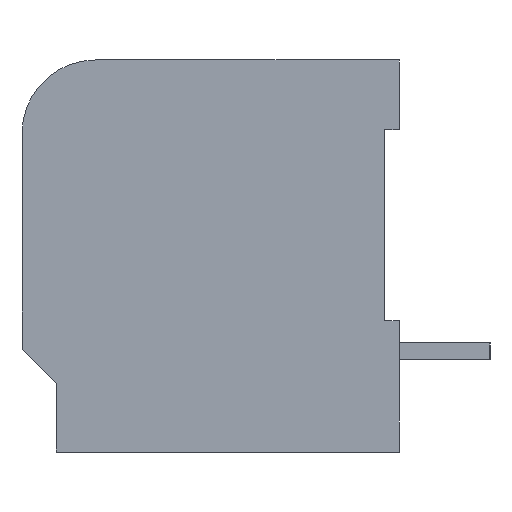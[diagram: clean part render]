
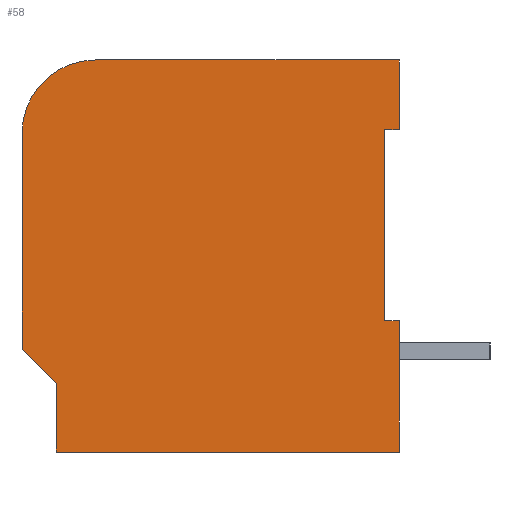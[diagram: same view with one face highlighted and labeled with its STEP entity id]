
A CAD part, left-side view. The second image highlights one B-rep face of the part: STEP entity #58.
In plain terms, the highlighted planar face has unit normal (-1, 0, 0).
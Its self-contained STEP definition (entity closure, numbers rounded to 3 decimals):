
#58=ADVANCED_FACE('',(#787),#788,.F.);
#787=FACE_OUTER_BOUND('',#2264,.T.);
#788=PLANE('',#2265);
#2264=EDGE_LOOP('',(#3801,#3802,#3803,#3804,#3805,#3806,#3807,#3808,#3809,#3810,#3811));
#2265=AXIS2_PLACEMENT_3D('',#3812,#3813,#3814);
#3801=ORIENTED_EDGE('',*,*,#9879,.T.);
#3802=ORIENTED_EDGE('',*,*,#9880,.F.);
#3803=ORIENTED_EDGE('',*,*,#9881,.F.);
#3804=ORIENTED_EDGE('',*,*,#9882,.F.);
#3805=ORIENTED_EDGE('',*,*,#9883,.F.);
#3806=ORIENTED_EDGE('',*,*,#9884,.T.);
#3807=ORIENTED_EDGE('',*,*,#9885,.F.);
#3808=ORIENTED_EDGE('',*,*,#9886,.F.);
#3809=ORIENTED_EDGE('',*,*,#9887,.F.);
#3810=ORIENTED_EDGE('',*,*,#9888,.F.);
#3811=ORIENTED_EDGE('',*,*,#9889,.F.);
#3812=CARTESIAN_POINT('',(-45.377,0.0,0.0));
#3813=DIRECTION('',(1.0,0.0,0.0));
#3814=DIRECTION('',(0.0,1.0,-0.0));
#9879=EDGE_CURVE('',#11910,#11911,#11912,.T.);
#9880=EDGE_CURVE('',#11913,#11911,#11914,.T.);
#9881=EDGE_CURVE('',#11915,#11913,#11916,.T.);
#9882=EDGE_CURVE('',#11917,#11915,#11918,.T.);
#9883=EDGE_CURVE('',#11919,#11917,#11920,.T.);
#9884=EDGE_CURVE('',#11919,#11921,#11922,.T.);
#9885=EDGE_CURVE('',#11923,#11921,#11924,.T.);
#9886=EDGE_CURVE('',#11925,#11923,#11926,.T.);
#9887=EDGE_CURVE('',#11927,#11925,#11928,.T.);
#9888=EDGE_CURVE('',#11929,#11927,#11930,.T.);
#9889=EDGE_CURVE('',#11910,#11929,#11931,.T.);
#11910=VERTEX_POINT('',#15231);
#11911=VERTEX_POINT('',#15232);
#11912=LINE('',#15233,#15234);
#11913=VERTEX_POINT('',#15235);
#11914=CIRCLE('',#15236,3.81);
#11915=VERTEX_POINT('',#15237);
#11916=LINE('',#15238,#15239);
#11917=VERTEX_POINT('',#15240);
#11918=LINE('',#15241,#15242);
#11919=VERTEX_POINT('',#15243);
#11920=LINE('',#15244,#15245);
#11921=VERTEX_POINT('',#15246);
#11922=LINE('',#15247,#15248);
#11923=VERTEX_POINT('',#15249);
#11924=LINE('',#15250,#15251);
#11925=VERTEX_POINT('',#15252);
#11926=LINE('',#15253,#15254);
#11927=VERTEX_POINT('',#15255);
#11928=LINE('',#15256,#15257);
#11929=VERTEX_POINT('',#15258);
#11930=LINE('',#15259,#15260);
#11931=LINE('',#15261,#15262);
#15231=CARTESIAN_POINT('',(-45.377,0.0,0.0));
#15232=CARTESIAN_POINT('',(-45.377,15.748,0.0));
#15233=CARTESIAN_POINT('',(-45.377,0.0,0.0));
#15234=VECTOR('',#20313,15.748);
#15235=CARTESIAN_POINT('',(-45.377,19.558,-3.81));
#15236=AXIS2_PLACEMENT_3D('',#20314,#20315,#20316);
#15237=CARTESIAN_POINT('',(-45.377,19.558,-14.986));
#15238=CARTESIAN_POINT('',(-45.377,19.558,-14.986));
#15239=VECTOR('',#20317,11.176);
#15240=CARTESIAN_POINT('',(-45.377,17.78,-16.764));
#15241=CARTESIAN_POINT('',(-45.377,17.78,-16.764));
#15242=VECTOR('',#20318,2.514);
#15243=CARTESIAN_POINT('',(-45.377,17.78,-20.32));
#15244=CARTESIAN_POINT('',(-45.377,17.78,-20.32));
#15245=VECTOR('',#20319,3.556);
#15246=CARTESIAN_POINT('',(-45.377,0.0,-20.32));
#15247=CARTESIAN_POINT('',(-45.377,17.78,-20.32));
#15248=VECTOR('',#20320,17.78);
#15249=CARTESIAN_POINT('',(-45.377,0.0,-13.526));
#15250=CARTESIAN_POINT('',(-45.377,0.0,-13.526));
#15251=VECTOR('',#20321,6.795);
#15252=CARTESIAN_POINT('',(-45.377,0.762,-13.526));
#15253=CARTESIAN_POINT('',(-45.377,0.762,-13.526));
#15254=VECTOR('',#20322,0.762);
#15255=CARTESIAN_POINT('',(-45.377,0.762,-3.62));
#15256=CARTESIAN_POINT('',(-45.377,0.762,-3.62));
#15257=VECTOR('',#20323,9.906);
#15258=CARTESIAN_POINT('',(-45.377,0.0,-3.62));
#15259=CARTESIAN_POINT('',(-45.377,0.0,-3.62));
#15260=VECTOR('',#20324,0.762);
#15261=CARTESIAN_POINT('',(-45.377,0.0,0.0));
#15262=VECTOR('',#20325,3.62);
#20313=DIRECTION('',(0.0,1.0,0.0));
#20314=CARTESIAN_POINT('',(-45.377,15.748,-3.81));
#20315=DIRECTION('',(1.0,0.0,0.0));
#20316=DIRECTION('',(0.0,1.0,0.0));
#20317=DIRECTION('',(0.0,0.0,1.0));
#20318=DIRECTION('',(0.0,0.707,0.707));
#20319=DIRECTION('',(0.0,0.0,1.0));
#20320=DIRECTION('',(0.0,-1.0,0.0));
#20321=DIRECTION('',(0.0,0.0,-1.0));
#20322=DIRECTION('',(0.0,-1.0,0.0));
#20323=DIRECTION('',(0.0,0.0,-1.0));
#20324=DIRECTION('',(0.0,1.0,0.0));
#20325=DIRECTION('',(0.0,0.0,-1.0));
